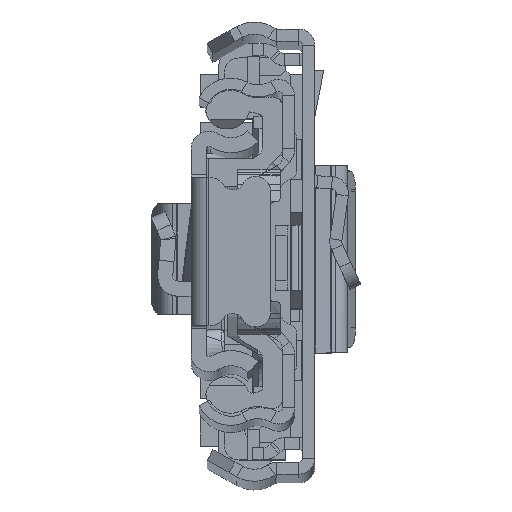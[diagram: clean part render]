
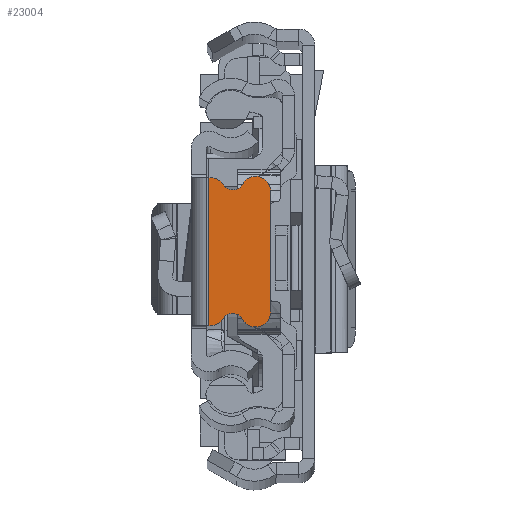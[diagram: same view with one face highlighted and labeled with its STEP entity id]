
A CAD part, top view. The second image highlights one B-rep face of the part: STEP entity #23004.
In plain terms, the highlighted planar face has unit normal (0, 0, 1).
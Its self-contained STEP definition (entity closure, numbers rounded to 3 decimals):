
#155 = CARTESIAN_POINT ( 'NONE',  ( -1.929, -7.37, 0. ) ) ;
#159 = VERTEX_POINT ( 'NONE', #6951 ) ;
#451 = LINE ( 'NONE', #19677, #13427 ) ;
#1075 = EDGE_CURVE ( 'NONE', #11911, #25019, #10353, .T. ) ;
#1429 = ORIENTED_EDGE ( 'NONE', *, *, #27214, .F. ) ;
#1459 = CARTESIAN_POINT ( 'NONE',  ( -7.929, 6., 0. ) ) ;
#1485 = DIRECTION ( 'NONE',  ( 0., 0., -1. ) ) ;
#2118 = DIRECTION ( 'NONE',  ( 0., 0., -1. ) ) ;
#2444 = VERTEX_POINT ( 'NONE', #31507 ) ;
#2455 = PLANE ( 'NONE',  #16877 ) ;
#2644 = DIRECTION ( 'NONE',  ( -1., 0., 0. ) ) ;
#2788 = CARTESIAN_POINT ( 'NONE',  ( -1.929, 7.37, 0. ) ) ;
#3319 = ORIENTED_EDGE ( 'NONE', *, *, #7766, .T. ) ;
#3392 = EDGE_CURVE ( 'NONE', #4085, #11911, #10675, .T. ) ;
#3529 = ORIENTED_EDGE ( 'NONE', *, *, #1075, .T. ) ;
#3784 = EDGE_CURVE ( 'NONE', #159, #32604, #451, .T. ) ;
#4085 = VERTEX_POINT ( 'NONE', #27556 ) ;
#4098 = AXIS2_PLACEMENT_3D ( 'NONE', #23326, #15553, #4822 ) ;
#4676 = EDGE_CURVE ( 'NONE', #25019, #32604, #6336, .T. ) ;
#4822 = DIRECTION ( 'NONE',  ( 1., 0., 0. ) ) ;
#6336 = CIRCLE ( 'NONE', #4098, 1.5 ) ;
#6375 = CARTESIAN_POINT ( 'NONE',  ( -1.75, 7.37, 0. ) ) ;
#6590 = CIRCLE ( 'NONE', #8843, 1.5 ) ;
#6945 = DIRECTION ( 'NONE',  ( 1., 0., 0. ) ) ;
#6951 = CARTESIAN_POINT ( 'NONE',  ( -1.75, -7.37, 0. ) ) ;
#7101 = DIRECTION ( 'NONE',  ( 0., -1., 0. ) ) ;
#7726 = CARTESIAN_POINT ( 'NONE',  ( -1.929, 7.37, 0. ) ) ;
#7741 = VERTEX_POINT ( 'NONE', #6375 ) ;
#7766 = EDGE_CURVE ( 'NONE', #23343, #18788, #14265, .T. ) ;
#7964 = DIRECTION ( 'NONE',  ( -1., 0., 0. ) ) ;
#8381 = CARTESIAN_POINT ( 'NONE',  ( -5.109, -6.713, 0. ) ) ;
#8843 = AXIS2_PLACEMENT_3D ( 'NONE', #10092, #15881, #20858 ) ;
#9740 = CARTESIAN_POINT ( 'NONE',  ( -1.75, 0., 0. ) ) ;
#10092 = CARTESIAN_POINT ( 'NONE',  ( -1.929, 5.87, 0. ) ) ;
#10353 = CIRCLE ( 'NONE', #30594, 1.1 ) ;
#10462 = ORIENTED_EDGE ( 'NONE', *, *, #4676, .T. ) ;
#10675 = CIRCLE ( 'NONE', #29820, 1.5 ) ;
#11911 = VERTEX_POINT ( 'NONE', #8381 ) ;
#11973 = VECTOR ( 'NONE', #15291, 1000. ) ;
#13175 = LINE ( 'NONE', #7726, #11973 ) ;
#13199 = CARTESIAN_POINT ( 'NONE',  ( 492.771, 0., 0. ) ) ;
#13427 = VECTOR ( 'NONE', #32386, 1000. ) ;
#14265 = CIRCLE ( 'NONE', #23295, 1.5 ) ;
#15149 = DIRECTION ( 'NONE',  ( 0., 0., 1. ) ) ;
#15291 = DIRECTION ( 'NONE',  ( 1., 0., 0. ) ) ;
#15553 = DIRECTION ( 'NONE',  ( 0., 0., 1. ) ) ;
#15836 = DIRECTION ( 'NONE',  ( 1., 0., 0. ) ) ;
#15881 = DIRECTION ( 'NONE',  ( 0., 0., 1. ) ) ;
#15898 = VECTOR ( 'NONE', #25451, 1000. ) ;
#16572 = EDGE_CURVE ( 'NONE', #32839, #2444, #6590, .T. ) ;
#16877 = AXIS2_PLACEMENT_3D ( 'NONE', #13199, #15149, #15836 ) ;
#17723 = EDGE_CURVE ( 'NONE', #7741, #159, #23147, .T. ) ;
#17880 = AXIS2_PLACEMENT_3D ( 'NONE', #25669, #1485, #6945 ) ;
#18135 = ORIENTED_EDGE ( 'NONE', *, *, #3784, .F. ) ;
#18549 = DIRECTION ( 'NONE',  ( 0., 0., 1. ) ) ;
#18788 = VERTEX_POINT ( 'NONE', #1459 ) ;
#19677 = CARTESIAN_POINT ( 'NONE',  ( -1.929, -7.37, 0. ) ) ;
#19893 = DIRECTION ( 'NONE',  ( 0., 0., 1. ) ) ;
#20256 = DIRECTION ( 'NONE',  ( 1., 0., 0. ) ) ;
#20362 = EDGE_CURVE ( 'NONE', #2444, #23343, #22386, .T. ) ;
#20676 = CARTESIAN_POINT ( 'NONE',  ( -6.429, 6., 0. ) ) ;
#20858 = DIRECTION ( 'NONE',  ( -1., 0., 0. ) ) ;
#22386 = CIRCLE ( 'NONE', #17880, 1.1 ) ;
#22958 = EDGE_LOOP ( 'NONE', ( #27409, #1429, #29276, #29159, #3319, #26135, #26314, #3529, #10462, #18135 ) ) ;
#23004 = ADVANCED_FACE ( 'NONE', ( #34691 ), #2455, .T. ) ;
#23095 = VECTOR ( 'NONE', #7101, 1000. ) ;
#23147 = LINE ( 'NONE', #9740, #23095 ) ;
#23295 = AXIS2_PLACEMENT_3D ( 'NONE', #20676, #18549, #7964 ) ;
#23326 = CARTESIAN_POINT ( 'NONE',  ( -1.929, -5.87, 0. ) ) ;
#23343 = VERTEX_POINT ( 'NONE', #30616 ) ;
#24584 = CARTESIAN_POINT ( 'NONE',  ( -3.206, -6.658, 0. ) ) ;
#25019 = VERTEX_POINT ( 'NONE', #24584 ) ;
#25103 = CARTESIAN_POINT ( 'NONE',  ( -7.929, -6., 0. ) ) ;
#25451 = DIRECTION ( 'NONE',  ( 0., -1., 0. ) ) ;
#25669 = CARTESIAN_POINT ( 'NONE',  ( -4.142, 7.236, 0. ) ) ;
#25737 = CARTESIAN_POINT ( 'NONE',  ( -6.429, -6., 0. ) ) ;
#26135 = ORIENTED_EDGE ( 'NONE', *, *, #26721, .T. ) ;
#26314 = ORIENTED_EDGE ( 'NONE', *, *, #3392, .T. ) ;
#26721 = EDGE_CURVE ( 'NONE', #18788, #4085, #30019, .T. ) ;
#27214 = EDGE_CURVE ( 'NONE', #32839, #7741, #13175, .T. ) ;
#27409 = ORIENTED_EDGE ( 'NONE', *, *, #17723, .F. ) ;
#27556 = CARTESIAN_POINT ( 'NONE',  ( -7.929, -6., 0. ) ) ;
#29159 = ORIENTED_EDGE ( 'NONE', *, *, #20362, .T. ) ;
#29276 = ORIENTED_EDGE ( 'NONE', *, *, #16572, .T. ) ;
#29820 = AXIS2_PLACEMENT_3D ( 'NONE', #25737, #19893, #20256 ) ;
#30019 = LINE ( 'NONE', #25103, #15898 ) ;
#30594 = AXIS2_PLACEMENT_3D ( 'NONE', #34517, #2118, #2644 ) ;
#30616 = CARTESIAN_POINT ( 'NONE',  ( -5.109, 6.713, 0. ) ) ;
#31507 = CARTESIAN_POINT ( 'NONE',  ( -3.206, 6.658, 0. ) ) ;
#32386 = DIRECTION ( 'NONE',  ( -1., 0., 0. ) ) ;
#32604 = VERTEX_POINT ( 'NONE', #155 ) ;
#32839 = VERTEX_POINT ( 'NONE', #2788 ) ;
#34517 = CARTESIAN_POINT ( 'NONE',  ( -4.142, -7.236, 0. ) ) ;
#34691 = FACE_OUTER_BOUND ( 'NONE', #22958, .T. ) ;
